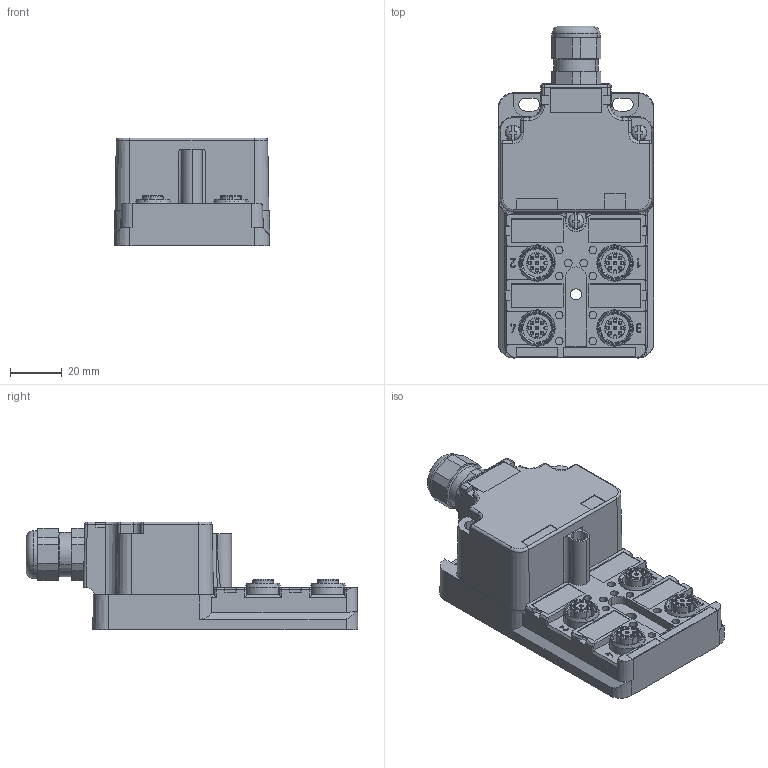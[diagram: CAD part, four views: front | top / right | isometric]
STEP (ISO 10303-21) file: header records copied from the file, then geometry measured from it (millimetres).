
FILE_DESCRIPTION(('CATIA V5 STEP Exchange','CAx-IF Rec.Pracs.--- Model Styling and Organization---1.4--- 2014-01-23'),'2;1');
FILE_NAME ('022395-3_1', '2020-01-13T11:46:17+00:00', ('none'), ('Weidmueller'), 'CATIA Version 5-6 Release 2016 SP3 HF44', 'CATIA V5 STEP AP214', 'none');
FILE_SCHEMA(('AUTOMOTIVE_DESIGN { 1 0 10303 214 1 1 1 1 }'));
Products named in the file (1): 1807640000
Bounding box: 60 x 127.66 x 41.5 mm (x, y, z)
Volume: 123283.3 mm3; surface area: 71299.9 mm2
Topology: 25 solids, 26 shells, 2831 faces, 7126 edges, 4507 vertices
Faces by surface type: plane 1515, cylinder 884, cone 272, torus 142, sphere 18
Entity records: 79124 total; most frequent: CARTESIAN_POINT 15997, ORIENTED_EDGE 14212, DIRECTION 10490, EDGE_CURVE 7106, VERTEX_POINT 4507, AXIS2_PLACEMENT_3D 4274, VECTOR 4187, LINE 4187
